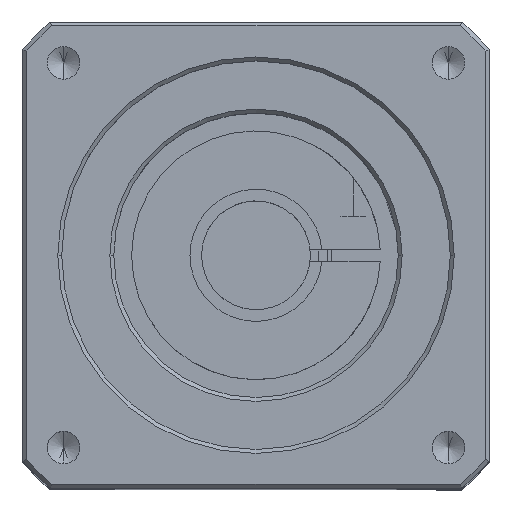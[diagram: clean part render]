
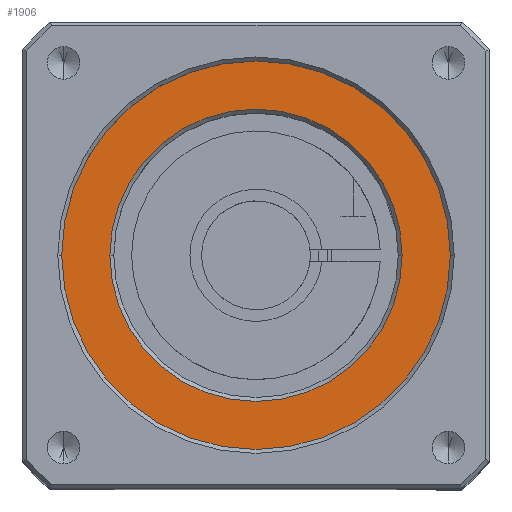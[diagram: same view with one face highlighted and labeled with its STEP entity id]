
A CAD part, top view. The second image highlights one B-rep face of the part: STEP entity #1906.
In plain terms, the highlighted planar face has unit normal (0, 0, 1).
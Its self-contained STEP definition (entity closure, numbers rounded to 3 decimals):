
#448 = AXIS2_PLACEMENT_3D ( 'NONE', #7071, #6252, #5438 ) ;
#516 = DIRECTION ( 'NONE',  ( 0., 0., 1. ) ) ;
#612 = EDGE_CURVE ( 'NONE', #5653, #5186, #4186, .T. ) ;
#716 = EDGE_CURVE ( 'NONE', #887, #4527, #3621, .T. ) ;
#887 = VERTEX_POINT ( 'NONE', #5090 ) ;
#892 = CARTESIAN_POINT ( 'NONE',  ( 0., -25., 151. ) ) ;
#930 = ORIENTED_EDGE ( 'NONE', *, *, #716, .T. ) ;
#1037 = AXIS2_PLACEMENT_3D ( 'NONE', #4749, #4428, #4336 ) ;
#1174 = EDGE_LOOP ( 'NONE', ( #930, #4486 ) ) ;
#1232 = CARTESIAN_POINT ( 'NONE',  ( 0., 0., 151. ) ) ;
#1345 = CARTESIAN_POINT ( 'NONE',  ( 0., 0., 151. ) ) ;
#1400 = CARTESIAN_POINT ( 'NONE',  ( -18.8, 0., 151. ) ) ;
#1496 = CIRCLE ( 'NONE', #2050, 25. ) ;
#1906 = ADVANCED_FACE ( 'NONE', ( #6283, #7224 ), #5052, .T. ) ;
#2050 = AXIS2_PLACEMENT_3D ( 'NONE', #1345, #516, #7566 ) ;
#2306 = CIRCLE ( 'NONE', #448, 18.8 ) ;
#3147 = AXIS2_PLACEMENT_3D ( 'NONE', #1232, #6293, #6919 ) ;
#3621 = CIRCLE ( 'NONE', #3147, 18.8 ) ;
#4186 = CIRCLE ( 'NONE', #1037, 25. ) ;
#4336 = DIRECTION ( 'NONE',  ( 0., -1., 0. ) ) ;
#4428 = DIRECTION ( 'NONE',  ( 0., 0., 1. ) ) ;
#4486 = ORIENTED_EDGE ( 'NONE', *, *, #5506, .T. ) ;
#4527 = VERTEX_POINT ( 'NONE', #1400 ) ;
#4725 = EDGE_CURVE ( 'NONE', #5186, #5653, #1496, .T. ) ;
#4749 = CARTESIAN_POINT ( 'NONE',  ( 0., 0., 151. ) ) ;
#4918 = DIRECTION ( 'NONE',  ( 1., 0., 0. ) ) ;
#4968 = DIRECTION ( 'NONE',  ( 0., 0., 1. ) ) ;
#4988 = ORIENTED_EDGE ( 'NONE', *, *, #4725, .T. ) ;
#5001 = CARTESIAN_POINT ( 'NONE',  ( -25.3, -25.3, 151. ) ) ;
#5052 = PLANE ( 'NONE',  #5841 ) ;
#5090 = CARTESIAN_POINT ( 'NONE',  ( 18.8, 0., 151. ) ) ;
#5186 = VERTEX_POINT ( 'NONE', #7162 ) ;
#5438 = DIRECTION ( 'NONE',  ( 1., 0., 0. ) ) ;
#5506 = EDGE_CURVE ( 'NONE', #4527, #887, #2306, .T. ) ;
#5653 = VERTEX_POINT ( 'NONE', #892 ) ;
#5841 = AXIS2_PLACEMENT_3D ( 'NONE', #5001, #4968, #4918 ) ;
#6252 = DIRECTION ( 'NONE',  ( 0., 0., -1. ) ) ;
#6283 = FACE_OUTER_BOUND ( 'NONE', #7015, .T. ) ;
#6293 = DIRECTION ( 'NONE',  ( 0., 0., -1. ) ) ;
#6393 = ORIENTED_EDGE ( 'NONE', *, *, #612, .T. ) ;
#6919 = DIRECTION ( 'NONE',  ( 1., 0., 0. ) ) ;
#7015 = EDGE_LOOP ( 'NONE', ( #6393, #4988 ) ) ;
#7071 = CARTESIAN_POINT ( 'NONE',  ( 0., 0., 151. ) ) ;
#7162 = CARTESIAN_POINT ( 'NONE',  ( 0., 25., 151. ) ) ;
#7224 = FACE_BOUND ( 'NONE', #1174, .T. ) ;
#7566 = DIRECTION ( 'NONE',  ( 0., -1., 0. ) ) ;
